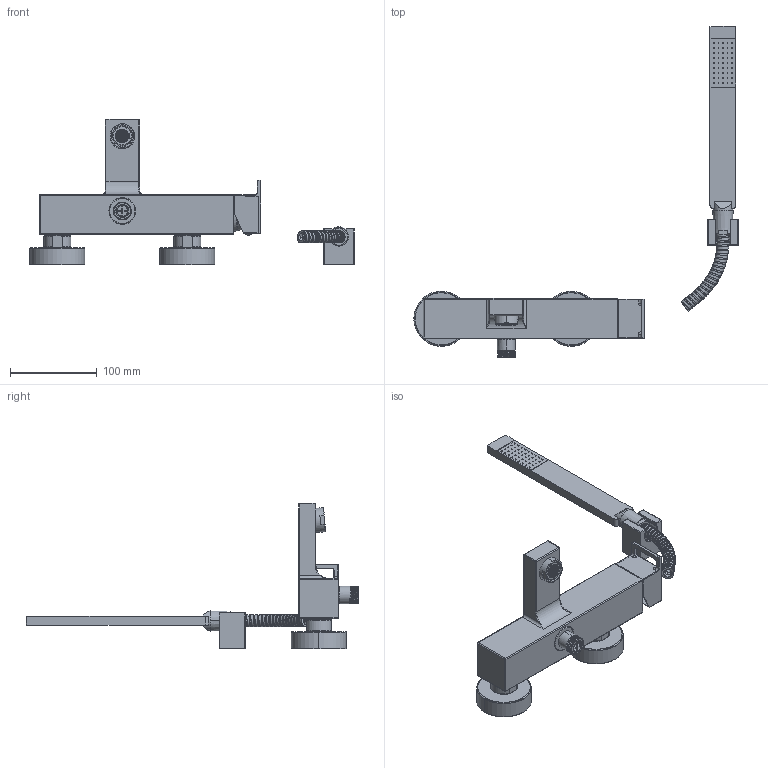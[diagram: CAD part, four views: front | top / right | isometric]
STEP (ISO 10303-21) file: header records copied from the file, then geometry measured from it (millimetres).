
FILE_DESCRIPTION((''),'2;1');
FILE_NAME('EF026CR','2021-01-18T14:21:05',('ut3'),('PAFFONI SpA'),'CREO PARAMETRIC BY PTC INC, 2020044','CREO PARAMETRIC BY PTC INC, 2020044','');
FILE_SCHEMA(('CONFIG_CONTROL_DESIGN','SHAPE_APPEARANCE_LAYERS_GROUPS'));
Products named in the file (1): EF026CR
Bounding box: 374.25 x 383.14 x 168.25 mm (x, y, z)
Volume: 431954.4 mm3; surface area: 253577.7 mm2
Topology: 4 solids, 4 shells, 3360 faces, 9382 edges, 6092 vertices
Faces by surface type: plane 2531, cylinder 484, torus 146, cone 105, bspline 58, sphere 36
Entity records: 166340 total; most frequent: CARTESIAN_POINT 53469, ORIENTED_EDGE 18734, DIRECTION 17878, EDGE_CURVE 9367, VECTOR 6378, LINE 6378, VERTEX_POINT 6090, AXIS2_PLACEMENT_3D 5750
